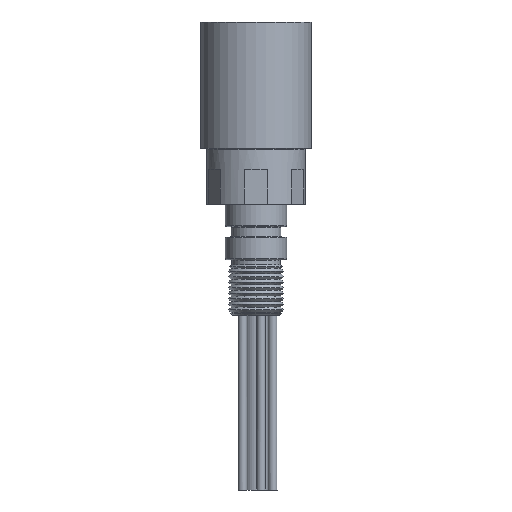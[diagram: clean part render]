
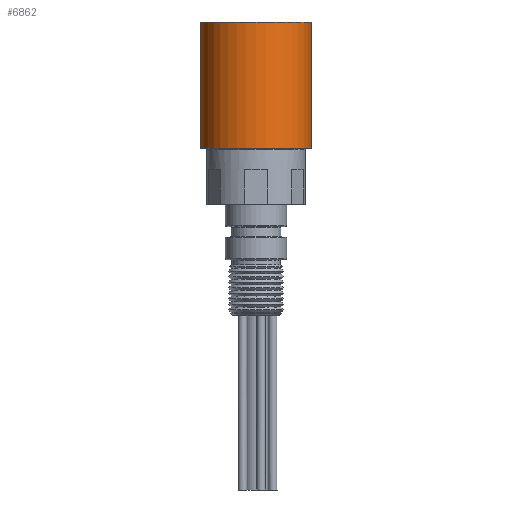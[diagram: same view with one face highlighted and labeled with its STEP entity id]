
A CAD part, front view. The second image highlights one B-rep face of the part: STEP entity #6862.
In plain terms, the highlighted cylindrical face has radius 12.675 mm (diameter 25.349 mm), a full revolution.
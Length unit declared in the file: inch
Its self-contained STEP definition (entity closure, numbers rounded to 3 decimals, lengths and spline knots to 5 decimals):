
#44=CYLINDRICAL_SURFACE('',#7357,0.499);
#661=LINE('',#16947,#1116);
#1116=VECTOR('',#8815,0.499);
#1732=FACE_OUTER_BOUND('',#2154,.T.);
#2154=EDGE_LOOP('',(#5844,#5845,#5846,#5847,#5848));
#2301=CIRCLE('',#7142,0.499);
#2302=CIRCLE('',#7143,0.499);
#2438=CIRCLE('',#7356,0.499);
#2931=VERTEX_POINT('',#13279);
#2932=VERTEX_POINT('',#13280);
#3179=VERTEX_POINT('',#16943);
#3760=EDGE_CURVE('',#2931,#2932,#2301,.T.);
#3761=EDGE_CURVE('',#2932,#2931,#2302,.T.);
#4116=EDGE_CURVE('',#3179,#3179,#2438,.T.);
#4117=EDGE_CURVE('',#3179,#2932,#661,.T.);
#5844=ORIENTED_EDGE('',*,*,#4116,.T.);
#5845=ORIENTED_EDGE('',*,*,#4117,.T.);
#5846=ORIENTED_EDGE('',*,*,#3760,.F.);
#5847=ORIENTED_EDGE('',*,*,#3761,.F.);
#5848=ORIENTED_EDGE('',*,*,#4117,.F.);
#6862=ADVANCED_FACE('',(#1732),#44,.T.);
#7142=AXIS2_PLACEMENT_3D('',#13281,#8252,#8253);
#7143=AXIS2_PLACEMENT_3D('',#13282,#8254,#8255);
#7356=AXIS2_PLACEMENT_3D('',#16945,#8811,#8812);
#7357=AXIS2_PLACEMENT_3D('',#16946,#8813,#8814);
#8252=DIRECTION('center_axis',(0.,0.,1.));
#8253=DIRECTION('ref_axis',(1.,0.,0.));
#8254=DIRECTION('center_axis',(0.,0.,1.));
#8255=DIRECTION('ref_axis',(1.,0.,0.));
#8811=DIRECTION('center_axis',(0.,0.,1.));
#8812=DIRECTION('ref_axis',(-1.,0.,0.));
#8813=DIRECTION('center_axis',(0.,0.,-1.));
#8814=DIRECTION('ref_axis',(-1.,0.,0.));
#8815=DIRECTION('',(0.,0.,1.));
#13279=CARTESIAN_POINT('',(-0.499,0.,0.984));
#13280=CARTESIAN_POINT('',(0.499,0.,0.984));
#13281=CARTESIAN_POINT('Origin',(0.,0.,0.984));
#13282=CARTESIAN_POINT('Origin',(0.,0.,0.984));
#16943=CARTESIAN_POINT('',(0.499,0.,-0.151));
#16945=CARTESIAN_POINT('Origin',(0.,0.,-0.151));
#16946=CARTESIAN_POINT('Origin',(0.,0.,0.984));
#16947=CARTESIAN_POINT('',(0.499,0.,0.984));
